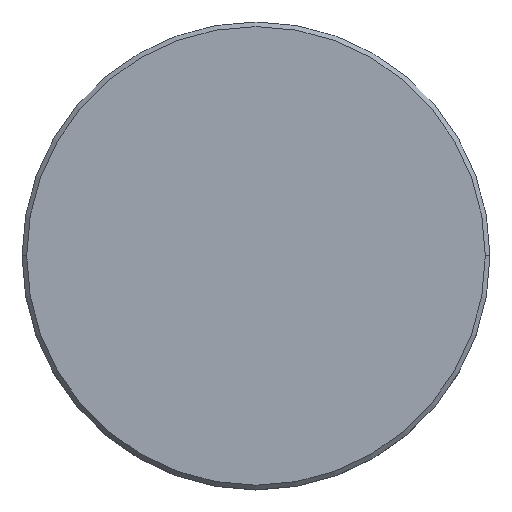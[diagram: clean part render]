
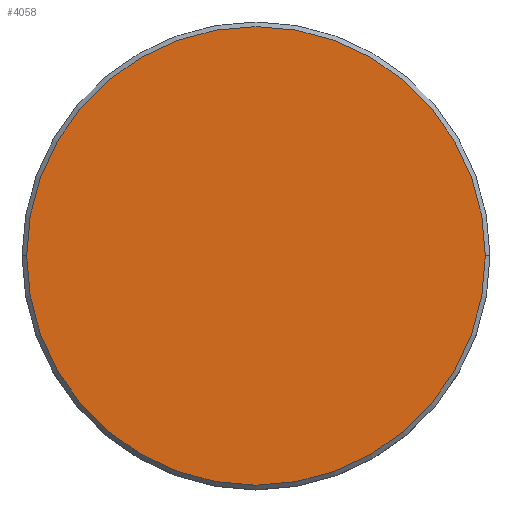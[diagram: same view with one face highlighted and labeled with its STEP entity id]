
A CAD part, top view. The second image highlights one B-rep face of the part: STEP entity #4058.
In plain terms, the highlighted planar face has unit normal (0, 0, 1).
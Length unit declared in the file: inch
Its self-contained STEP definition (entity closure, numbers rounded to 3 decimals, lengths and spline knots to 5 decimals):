
#3901 = ORIENTED_EDGE ( 'NONE', *, *, #4006, .T. ) ;
#4006 = EDGE_CURVE ( 'NONE', #4246, #4245, #13381, .T. ) ;
#4026 = ORIENTED_EDGE ( 'NONE', *, *, #4244, .T. ) ;
#4042 = EDGE_LOOP ( 'NONE', ( #3901, #4026 ) ) ;
#4058 = ADVANCED_FACE ( 'NONE', ( #13723 ), #13689, .T. ) ;
#4244 = EDGE_CURVE ( 'NONE', #4245, #4246, #6969, .T. ) ;
#4245 = VERTEX_POINT ( 'NONE', #6964 ) ;
#4246 = VERTEX_POINT ( 'NONE', #6963 ) ;
#6963 = CARTESIAN_POINT ( 'NONE',  ( -0.49016, 0., 0.11811 ) ) ;
#6964 = CARTESIAN_POINT ( 'NONE',  ( 0.49016, 0., 0.11811 ) ) ;
#6965 = DIRECTION ( 'NONE',  ( 1., 0., 0. ) ) ;
#6966 = DIRECTION ( 'NONE',  ( 0., 0., 1. ) ) ;
#6967 = CARTESIAN_POINT ( 'NONE',  ( 0., 0., 0.11811 ) ) ;
#6968 = AXIS2_PLACEMENT_3D ( 'NONE', #6967, #6966, #6965 ) ;
#6969 = CIRCLE ( 'NONE', #6968, 0.49016 ) ;
#13373 = DIRECTION ( 'NONE',  ( 1., 0., 0. ) ) ;
#13374 = DIRECTION ( 'NONE',  ( 0., 0., 1. ) ) ;
#13375 = CARTESIAN_POINT ( 'NONE',  ( 0., 0., 0.11811 ) ) ;
#13376 = AXIS2_PLACEMENT_3D ( 'NONE', #13375, #13374, #13373 ) ;
#13381 = CIRCLE ( 'NONE', #13376, 0.49016 ) ;
#13684 = DIRECTION ( 'NONE',  ( 1., 0., 0. ) ) ;
#13685 = DIRECTION ( 'NONE',  ( 0., 0., 1. ) ) ;
#13686 = CARTESIAN_POINT ( 'NONE',  ( 0., 0., 0.11811 ) ) ;
#13687 = AXIS2_PLACEMENT_3D ( 'NONE', #13686, #13685, #13684 ) ;
#13689 = PLANE ( 'NONE',  #13687 ) ;
#13723 = FACE_OUTER_BOUND ( 'NONE', #4042, .T. ) ;
